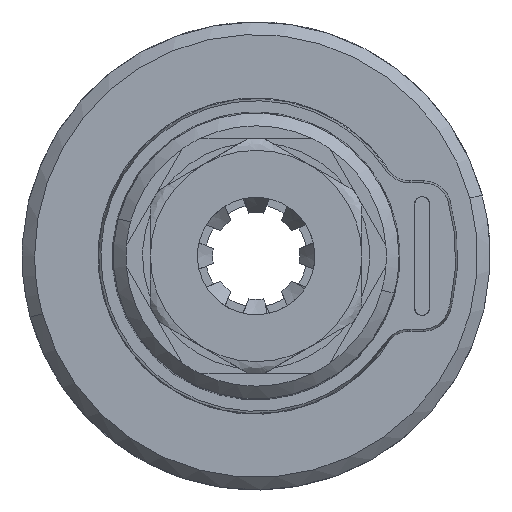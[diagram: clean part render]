
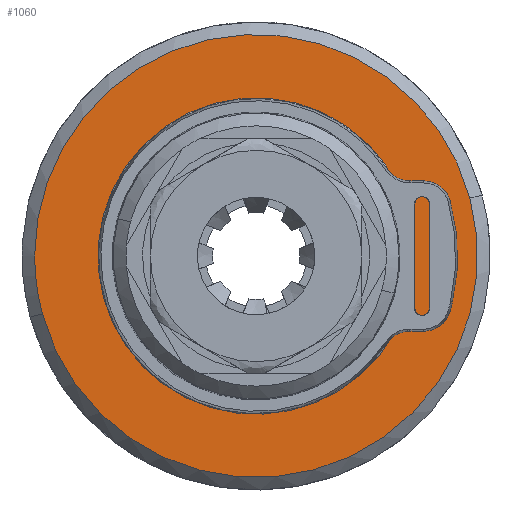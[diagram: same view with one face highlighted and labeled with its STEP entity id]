
A CAD part, left-side view. The second image highlights one B-rep face of the part: STEP entity #1060.
In plain terms, the highlighted planar face has unit normal (-1, 0, 0).
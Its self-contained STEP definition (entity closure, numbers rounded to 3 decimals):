
#1060=ADVANCED_FACE('',(#1858,#1859),#1860,.T.);
#1858=FACE_OUTER_BOUND('',#4111,.T.);
#1859=FACE_BOUND('',#4112,.T.);
#1860=PLANE('',#4113);
#4111=EDGE_LOOP('',(#9869,#9870,#9871));
#4112=EDGE_LOOP('',(#9872,#9873,#9874));
#4113=AXIS2_PLACEMENT_3D('',#9875,#9876,#9877);
#9869=ORIENTED_EDGE('',*,*,#12646,.T.);
#9870=ORIENTED_EDGE('',*,*,#12604,.T.);
#9871=ORIENTED_EDGE('',*,*,#12647,.T.);
#9872=ORIENTED_EDGE('',*,*,#12602,.F.);
#9873=ORIENTED_EDGE('',*,*,#12601,.F.);
#9874=ORIENTED_EDGE('',*,*,#12648,.F.);
#9875=CARTESIAN_POINT('',(-3.175,0.0,18.692));
#9876=DIRECTION('',(-1.0,0.0,0.0));
#9877=DIRECTION('',(0.0,0.0,1.0));
#12601=EDGE_CURVE('',#14310,#14312,#14313,.T.);
#12602=EDGE_CURVE('',#14312,#14304,#14314,.T.);
#12604=EDGE_CURVE('',#14318,#14315,#14319,.T.);
#12646=EDGE_CURVE('',#14386,#14318,#14387,.T.);
#12647=EDGE_CURVE('',#14315,#14386,#14388,.T.);
#12648=EDGE_CURVE('',#14304,#14310,#14389,.T.);
#14304=VERTEX_POINT('',#28876);
#14310=VERTEX_POINT('',#28883);
#14312=VERTEX_POINT('',#28886);
#14313=CIRCLE('',#28887,12.834);
#14314=CIRCLE('',#28888,12.834);
#14315=VERTEX_POINT('',#28889);
#14318=VERTEX_POINT('',#28893);
#14319=CIRCLE('',#28894,17.969);
#14386=VERTEX_POINT('',#32353);
#14387=CIRCLE('',#32354,17.969);
#14388=CIRCLE('',#32355,17.969);
#14389=CIRCLE('',#32356,12.834);
#28876=CARTESIAN_POINT('',(-3.175,-12.39,3.348));
#28883=CARTESIAN_POINT('',(-3.175,12.39,-3.348));
#28886=CARTESIAN_POINT('',(-3.175,-12.834,0.));
#28887=AXIS2_PLACEMENT_3D('',#37991,#37992,#37993);
#28888=AXIS2_PLACEMENT_3D('',#37994,#37995,#37996);
#28889=CARTESIAN_POINT('',(-3.175,-17.347,4.687));
#28893=CARTESIAN_POINT('',(-3.175,17.347,-4.687));
#28894=AXIS2_PLACEMENT_3D('',#37998,#37999,#38000);
#32353=CARTESIAN_POINT('',(-3.175,17.969,0.0));
#32354=AXIS2_PLACEMENT_3D('',#38073,#38074,#38075);
#32355=AXIS2_PLACEMENT_3D('',#38076,#38077,#38078);
#32356=AXIS2_PLACEMENT_3D('',#38079,#38080,#38081);
#37991=CARTESIAN_POINT('',(-3.175,0.0,0.0));
#37992=DIRECTION('',(-1.0,0.0,0.0));
#37993=DIRECTION('',(0.0,-1.0,0.0));
#37994=CARTESIAN_POINT('',(-3.175,0.0,0.0));
#37995=DIRECTION('',(-1.0,0.0,0.0));
#37996=DIRECTION('',(0.0,-1.0,0.0));
#37998=CARTESIAN_POINT('',(-3.175,0.0,0.0));
#37999=DIRECTION('',(-1.0,0.0,0.0));
#38000=DIRECTION('',(0.0,-1.0,0.0));
#38073=CARTESIAN_POINT('',(-3.175,0.0,0.0));
#38074=DIRECTION('',(-1.0,0.0,0.0));
#38075=DIRECTION('',(0.0,-1.0,0.0));
#38076=CARTESIAN_POINT('',(-3.175,0.0,0.0));
#38077=DIRECTION('',(-1.0,0.0,0.0));
#38078=DIRECTION('',(0.0,-1.0,0.0));
#38079=CARTESIAN_POINT('',(-3.175,0.0,0.0));
#38080=DIRECTION('',(-1.0,0.0,0.0));
#38081=DIRECTION('',(0.0,-1.0,0.0));
